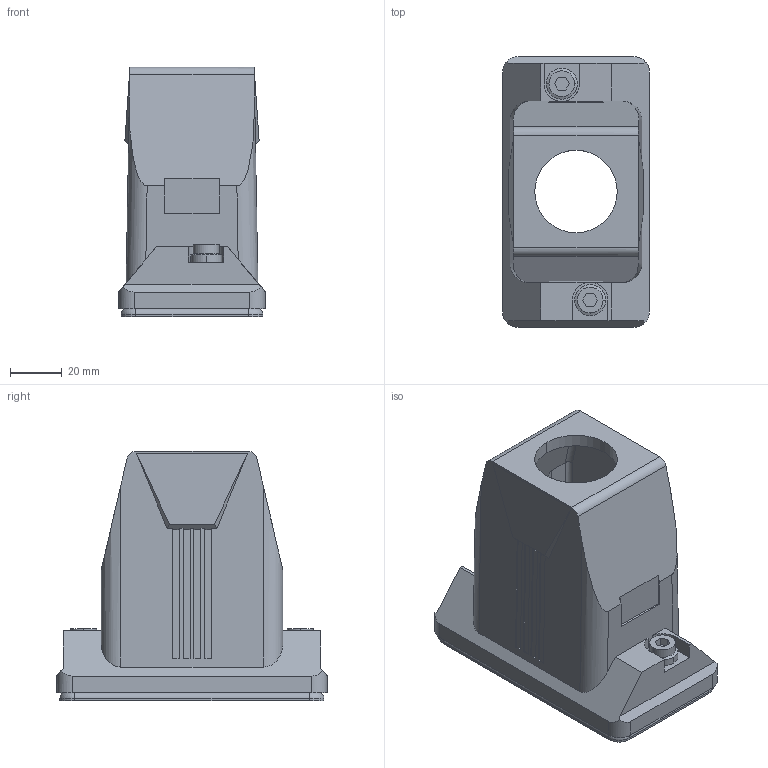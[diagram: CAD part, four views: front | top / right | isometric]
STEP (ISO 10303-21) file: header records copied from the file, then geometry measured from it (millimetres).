
FILE_DESCRIPTION(('Creo Elements/Direct Modeling STEP Export'),'2;1');
FILE_NAME('model.stp','2019-06-19T 8:57:22',(''),(''),'Creo Elements/Direct Modeling STEP processor for AP214 (Solid Model)','Creo Elements/Direct Modeling 20.1A 29-Sep-2018 (C) Parametric Technology GmbH','');
FILE_SCHEMA(('AUTOMOTIVE_DESIGN { 1 0 10303 214 1 1 1 1 }'));
Length unit declared in the file: millimetre
Products named in the file (2): HC_ADV_B10_HHWH_1TTM32_EMC_AL-select
Assembly tree (1 placements, depth 2):
  HC_ADV_B10_HHWH_1TTM32_EMC_AL-select
    HC_ADV_B10_HHWH_1TTM32_EMC_AL-select
Bounding box: 56.99 x 104.99 x 96.8 mm (x, y, z)
Volume: 103912.5 mm3; surface area: 53165.4 mm2
Topology: 1 solids, 1 shells, 234 faces, 608 edges, 392 vertices
Faces by surface type: plane 146, cylinder 72, torus 8, sphere 4, cone 4
Entity records: 8801 total; most frequent: ORIENTED_EDGE 1208, CARTESIAN_POINT 1187, DIRECTION 1159, EDGE_CURVE 604, VECTOR 431, LINE 431, VERTEX_POINT 392, AXIS2_PLACEMENT_3D 364
